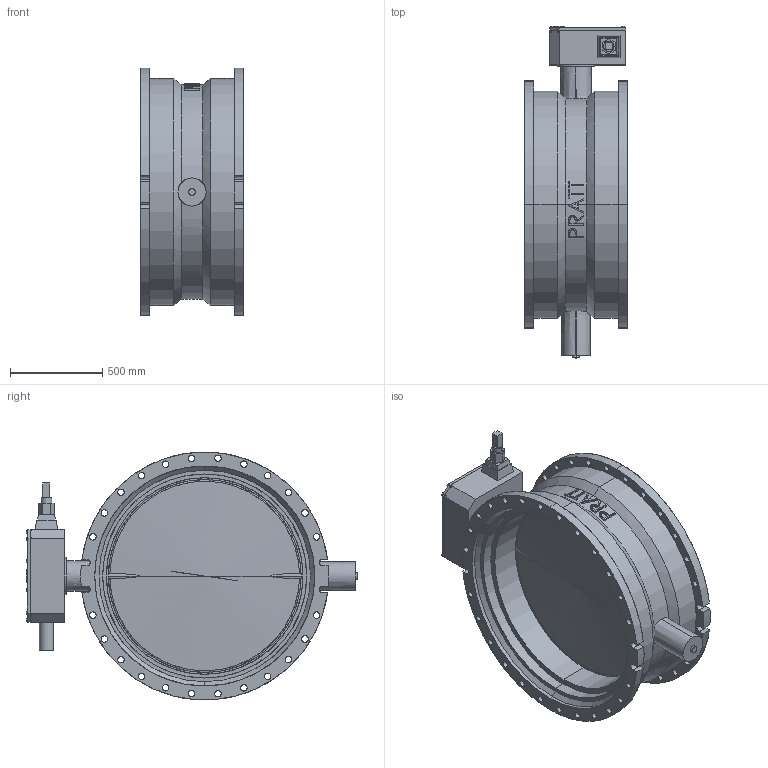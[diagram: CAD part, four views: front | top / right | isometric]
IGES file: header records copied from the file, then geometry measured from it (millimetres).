
Start section: SolidWorks IGES file using analytic representation for surfaces
Global section: file name: 150B-MJ-42.IGS; native system: SolidWorks 2014; preprocessor: SolidWorks 2014; author: PRINCE; date: 170425.232839; units: millimetre
Bounding box: 558.8 x 1801.75 x 1346.2 mm (x, y, z)
Surface area: 12028140.1 mm2 (no closed solid volume)
Topology: 0 solids, 0 shells, 491 faces, 11102 edges, 11098 vertices
Faces by surface type: revolution 251, bspline 240
